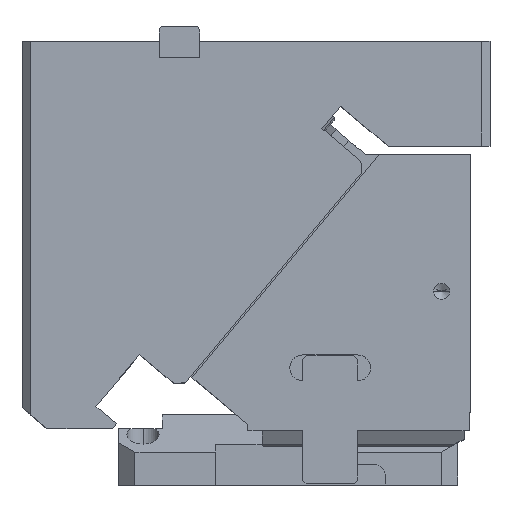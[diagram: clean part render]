
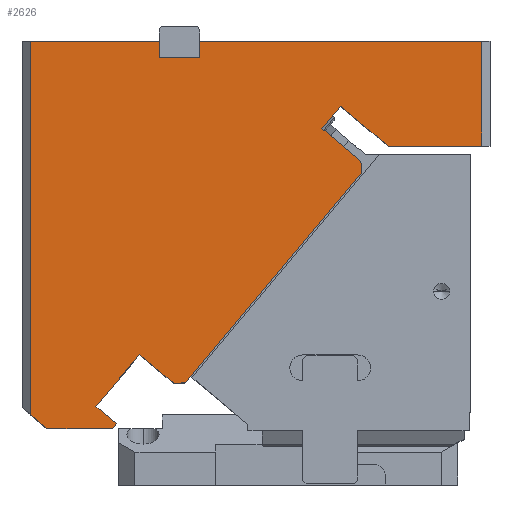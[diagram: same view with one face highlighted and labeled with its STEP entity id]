
A CAD part, top view. The second image highlights one B-rep face of the part: STEP entity #2626.
In plain terms, the highlighted planar face has unit normal (0, 0, 1).
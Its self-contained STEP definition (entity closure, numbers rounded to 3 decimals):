
#1631=CARTESIAN_POINT('Vertex',(-188.687,-56.542,55.)) ;
#1659=CARTESIAN_POINT('Vertex',(-79.413,73.685,55.)) ;
#1662=CARTESIAN_POINT('Line Origine',(-134.05,8.571,55.)) ;
#1692=CARTESIAN_POINT('Vertex',(-80.029,80.729,55.)) ;
#1695=CARTESIAN_POINT('Line Origine',(-79.721,77.207,55.)) ;
#1720=CARTESIAN_POINT('Line Origine',(-192.209,-56.851,55.)) ;
#1724=CARTESIAN_POINT('Vertex',(-195.731,-57.159,55.)) ;
#1820=CARTESIAN_POINT('Vertex',(-5.,90.,55.)) ;
#1827=CARTESIAN_POINT('Vertex',(-5.,155.,55.)) ;
#1830=CARTESIAN_POINT('Line Origine',(-5.,122.5,55.)) ;
#1855=CARTESIAN_POINT('Vertex',(-180.,145.,55.)) ;
#1858=CARTESIAN_POINT('Line Origine',(-180.,150.,55.)) ;
#1862=CARTESIAN_POINT('Vertex',(-180.,155.,55.)) ;
#1881=CARTESIAN_POINT('Vertex',(-205.,145.,55.)) ;
#1886=CARTESIAN_POINT('Line Origine',(-192.5,145.,55.)) ;
#1919=CARTESIAN_POINT('Vertex',(-205.,155.,55.)) ;
#1922=CARTESIAN_POINT('Line Origine',(-205.,150.,55.)) ;
#2370=CARTESIAN_POINT('Vertex',(-274.563,-85.,55.)) ;
#2373=CARTESIAN_POINT('Line Origine',(-279.782,-80.621,55.)) ;
#2377=CARTESIAN_POINT('Vertex',(-285.,-76.243,55.)) ;
#2515=CARTESIAN_POINT('Vertex',(-285.,155.,55.)) ;
#2518=CARTESIAN_POINT('Line Origine',(-285.,39.379,55.)) ;
#2530=CARTESIAN_POINT('Axis2P3D Location',(0.,155.,55.)) ;
#2535=CARTESIAN_POINT('Line Origine',(-206.451,-48.163,55.)) ;
#2539=CARTESIAN_POINT('Vertex',(-217.172,-39.168,55.)) ;
#2542=CARTESIAN_POINT('Line Origine',(-92.095,90.853,55.)) ;
#2546=CARTESIAN_POINT('Vertex',(-104.16,100.977,55.)) ;
#2549=CARTESIAN_POINT('Line Origine',(-98.375,107.871,55.)) ;
#2553=CARTESIAN_POINT('Vertex',(-92.59,114.766,55.)) ;
#2556=CARTESIAN_POINT('Line Origine',(-77.832,102.383,55.)) ;
#2560=CARTESIAN_POINT('Vertex',(-63.075,90.,55.)) ;
#2563=CARTESIAN_POINT('Line Origine',(-34.037,90.,55.)) ;
#2568=CARTESIAN_POINT('Line Origine',(-92.5,155.,55.)) ;
#2573=CARTESIAN_POINT('Line Origine',(-245.,155.,55.)) ;
#2578=CARTESIAN_POINT('Line Origine',(-254.334,-85.,55.)) ;
#2582=CARTESIAN_POINT('Vertex',(-234.105,-85.,55.)) ;
#2585=CARTESIAN_POINT('Line Origine',(-232.821,-83.47,55.)) ;
#2589=CARTESIAN_POINT('Vertex',(-231.538,-81.941,55.)) ;
#2592=CARTESIAN_POINT('Line Origine',(-237.853,-76.641,55.)) ;
#2596=CARTESIAN_POINT('Vertex',(-244.169,-71.342,55.)) ;
#2599=CARTESIAN_POINT('Line Origine',(-230.67,-55.255,55.)) ;
#1663=DIRECTION('Vector Direction',(0.643,0.766,0.)) ;
#1696=DIRECTION('Vector Direction',(-0.087,0.996,0.)) ;
#1721=DIRECTION('Vector Direction',(0.996,0.087,0.)) ;
#1831=DIRECTION('Vector Direction',(0.,1.,0.)) ;
#1859=DIRECTION('Vector Direction',(0.,1.,0.)) ;
#1887=DIRECTION('Vector Direction',(1.,0.,0.)) ;
#1923=DIRECTION('Vector Direction',(0.,1.,0.)) ;
#2374=DIRECTION('Vector Direction',(0.766,-0.643,0.)) ;
#2519=DIRECTION('Vector Direction',(0.,-1.,0.)) ;
#2531=DIRECTION('Axis2P3D Direction',(0.,0.,1.)) ;
#2532=DIRECTION('Axis2P3D XDirection',(1.,0.,0.)) ;
#2536=DIRECTION('Vector Direction',(-0.766,0.643,0.)) ;
#2543=DIRECTION('Vector Direction',(-0.766,0.643,0.)) ;
#2550=DIRECTION('Vector Direction',(0.643,0.766,0.)) ;
#2557=DIRECTION('Vector Direction',(0.766,-0.643,0.)) ;
#2564=DIRECTION('Vector Direction',(1.,0.,0.)) ;
#2569=DIRECTION('Vector Direction',(-1.,0.,0.)) ;
#2574=DIRECTION('Vector Direction',(-1.,0.,0.)) ;
#2579=DIRECTION('Vector Direction',(1.,0.,0.)) ;
#2586=DIRECTION('Vector Direction',(-0.643,-0.766,0.)) ;
#2593=DIRECTION('Vector Direction',(-0.766,0.643,0.)) ;
#2600=DIRECTION('Vector Direction',(-0.643,-0.766,0.)) ;
#2533=AXIS2_PLACEMENT_3D('Plane Axis2P3D',#2530,#2531,#2532) ;
#2605=ORIENTED_EDGE('',*,*,#2541,.F.) ;
#2606=ORIENTED_EDGE('',*,*,#1726,.T.) ;
#2607=ORIENTED_EDGE('',*,*,#1666,.T.) ;
#2608=ORIENTED_EDGE('',*,*,#1699,.T.) ;
#2609=ORIENTED_EDGE('',*,*,#2548,.T.) ;
#2610=ORIENTED_EDGE('',*,*,#2555,.T.) ;
#2611=ORIENTED_EDGE('',*,*,#2562,.T.) ;
#2612=ORIENTED_EDGE('',*,*,#2567,.T.) ;
#2613=ORIENTED_EDGE('',*,*,#1834,.T.) ;
#2614=ORIENTED_EDGE('',*,*,#2572,.T.) ;
#2615=ORIENTED_EDGE('',*,*,#1864,.F.) ;
#2616=ORIENTED_EDGE('',*,*,#1890,.F.) ;
#2617=ORIENTED_EDGE('',*,*,#1926,.T.) ;
#2618=ORIENTED_EDGE('',*,*,#2577,.T.) ;
#2619=ORIENTED_EDGE('',*,*,#2522,.T.) ;
#2620=ORIENTED_EDGE('',*,*,#2379,.T.) ;
#2621=ORIENTED_EDGE('',*,*,#2584,.T.) ;
#2622=ORIENTED_EDGE('',*,*,#2591,.F.) ;
#2623=ORIENTED_EDGE('',*,*,#2598,.T.) ;
#2624=ORIENTED_EDGE('',*,*,#2603,.F.) ;
#1664=VECTOR('Line Direction',#1663,1.) ;
#1697=VECTOR('Line Direction',#1696,1.) ;
#1722=VECTOR('Line Direction',#1721,1.) ;
#1832=VECTOR('Line Direction',#1831,1.) ;
#1860=VECTOR('Line Direction',#1859,1.) ;
#1888=VECTOR('Line Direction',#1887,1.) ;
#1924=VECTOR('Line Direction',#1923,1.) ;
#2375=VECTOR('Line Direction',#2374,1.) ;
#2520=VECTOR('Line Direction',#2519,1.) ;
#2537=VECTOR('Line Direction',#2536,1.) ;
#2544=VECTOR('Line Direction',#2543,1.) ;
#2551=VECTOR('Line Direction',#2550,1.) ;
#2558=VECTOR('Line Direction',#2557,1.) ;
#2565=VECTOR('Line Direction',#2564,1.) ;
#2570=VECTOR('Line Direction',#2569,1.) ;
#2575=VECTOR('Line Direction',#2574,1.) ;
#2580=VECTOR('Line Direction',#2579,1.) ;
#2587=VECTOR('Line Direction',#2586,1.) ;
#2594=VECTOR('Line Direction',#2593,1.) ;
#2601=VECTOR('Line Direction',#2600,1.) ;
#2626=ADVANCED_FACE('CAM HOLDER',(#2625),#2534,.T.) ;
#1666=EDGE_CURVE('',#1632,#1660,#1665,.T.) ;
#1699=EDGE_CURVE('',#1660,#1693,#1698,.T.) ;
#1726=EDGE_CURVE('',#1725,#1632,#1723,.T.) ;
#1834=EDGE_CURVE('',#1821,#1828,#1833,.T.) ;
#1864=EDGE_CURVE('',#1856,#1863,#1861,.T.) ;
#1890=EDGE_CURVE('',#1882,#1856,#1889,.T.) ;
#1926=EDGE_CURVE('',#1882,#1920,#1925,.T.) ;
#2379=EDGE_CURVE('',#2378,#2371,#2376,.T.) ;
#2522=EDGE_CURVE('',#2516,#2378,#2521,.T.) ;
#2541=EDGE_CURVE('',#1725,#2540,#2538,.T.) ;
#2548=EDGE_CURVE('',#1693,#2547,#2545,.T.) ;
#2555=EDGE_CURVE('',#2547,#2554,#2552,.T.) ;
#2562=EDGE_CURVE('',#2554,#2561,#2559,.T.) ;
#2567=EDGE_CURVE('',#2561,#1821,#2566,.T.) ;
#2572=EDGE_CURVE('',#1828,#1863,#2571,.T.) ;
#2577=EDGE_CURVE('',#1920,#2516,#2576,.T.) ;
#2584=EDGE_CURVE('',#2371,#2583,#2581,.T.) ;
#2591=EDGE_CURVE('',#2590,#2583,#2588,.T.) ;
#2598=EDGE_CURVE('',#2590,#2597,#2595,.T.) ;
#2603=EDGE_CURVE('',#2540,#2597,#2602,.T.) ;
#2604=EDGE_LOOP('',(#2605,#2606,#2607,#2608,#2609,#2610,#2611,#2612,#2613,#2614,#2615,#2616,#2617,#2618,#2619,#2620,#2621,#2622,#2623,#2624)) ;
#2625=FACE_OUTER_BOUND('',#2604,.T.) ;
#1665=LINE('Line',#1662,#1664) ;
#1698=LINE('Line',#1695,#1697) ;
#1723=LINE('Line',#1720,#1722) ;
#1833=LINE('Line',#1830,#1832) ;
#1861=LINE('Line',#1858,#1860) ;
#1889=LINE('Line',#1886,#1888) ;
#1925=LINE('Line',#1922,#1924) ;
#2376=LINE('Line',#2373,#2375) ;
#2521=LINE('Line',#2518,#2520) ;
#2538=LINE('Line',#2535,#2537) ;
#2545=LINE('Line',#2542,#2544) ;
#2552=LINE('Line',#2549,#2551) ;
#2559=LINE('Line',#2556,#2558) ;
#2566=LINE('Line',#2563,#2565) ;
#2571=LINE('Line',#2568,#2570) ;
#2576=LINE('Line',#2573,#2575) ;
#2581=LINE('Line',#2578,#2580) ;
#2588=LINE('Line',#2585,#2587) ;
#2595=LINE('Line',#2592,#2594) ;
#2602=LINE('Line',#2599,#2601) ;
#2534=PLANE('Plane',#2533) ;
#1632=VERTEX_POINT('',#1631) ;
#1660=VERTEX_POINT('',#1659) ;
#1693=VERTEX_POINT('',#1692) ;
#1725=VERTEX_POINT('',#1724) ;
#1821=VERTEX_POINT('',#1820) ;
#1828=VERTEX_POINT('',#1827) ;
#1856=VERTEX_POINT('',#1855) ;
#1863=VERTEX_POINT('',#1862) ;
#1882=VERTEX_POINT('',#1881) ;
#1920=VERTEX_POINT('',#1919) ;
#2371=VERTEX_POINT('',#2370) ;
#2378=VERTEX_POINT('',#2377) ;
#2516=VERTEX_POINT('',#2515) ;
#2540=VERTEX_POINT('',#2539) ;
#2547=VERTEX_POINT('',#2546) ;
#2554=VERTEX_POINT('',#2553) ;
#2561=VERTEX_POINT('',#2560) ;
#2583=VERTEX_POINT('',#2582) ;
#2590=VERTEX_POINT('',#2589) ;
#2597=VERTEX_POINT('',#2596) ;
